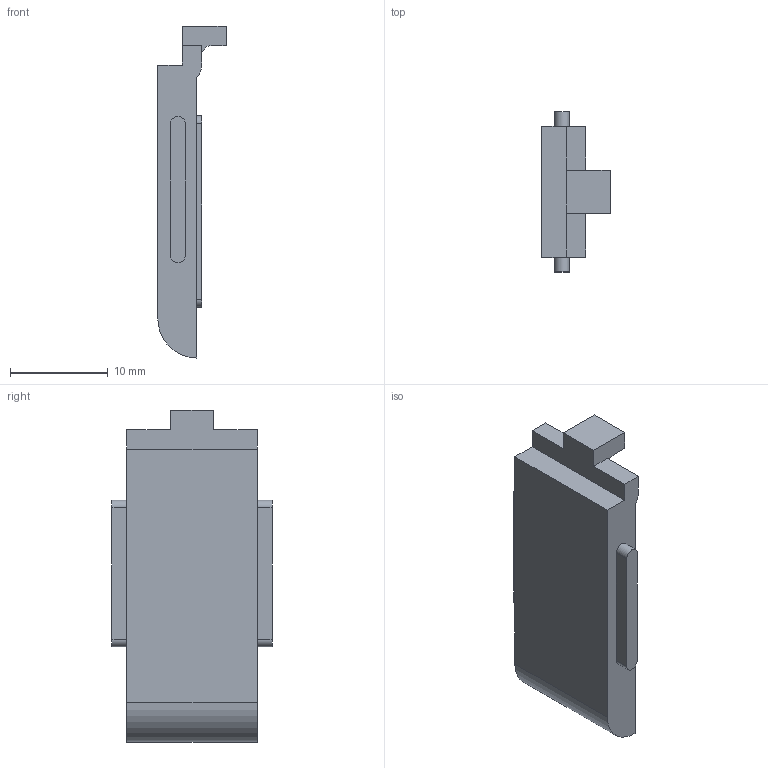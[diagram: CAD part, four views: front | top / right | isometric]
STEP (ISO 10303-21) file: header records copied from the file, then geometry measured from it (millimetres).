
FILE_DESCRIPTION (( 'STEP AP203' ), '1' );
FILE_NAME ('A19_230P-plate.STEP', '2023-02-21T13:19:41', ( '' ), ( '' ), 'SwSTEP 2.0', 'SolidWorks 2019', '' );
FILE_SCHEMA (( 'CONFIG_CONTROL_DESIGN' ));
Length unit declared in the file: millimetre
Products named in the file (1): A19_230P-plate
Bounding box: 7 x 16.4 x 34 mm (x, y, z)
Volume: 1797.1 mm3; surface area: 1720.4 mm2
Topology: 2 solids, 2 shells, 48 faces, 123 edges, 82 vertices
Faces by surface type: plane 31, cylinder 17
Entity records: 1536 total; most frequent: DIRECTION 255, CARTESIAN_POINT 254, ORIENTED_EDGE 246, EDGE_CURVE 123, LINE 89, VECTOR 89, AXIS2_PLACEMENT_3D 83, VERTEX_POINT 82
